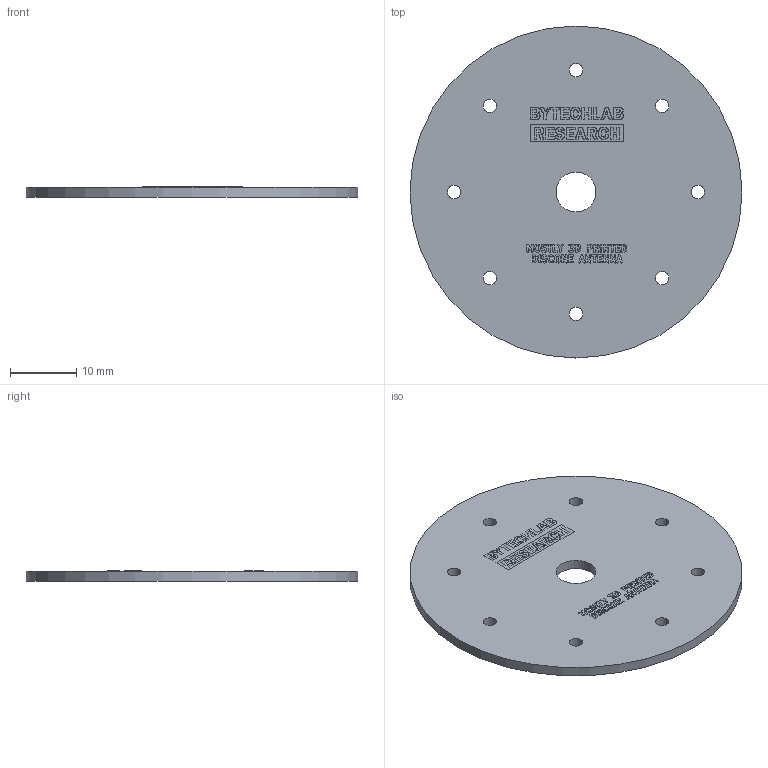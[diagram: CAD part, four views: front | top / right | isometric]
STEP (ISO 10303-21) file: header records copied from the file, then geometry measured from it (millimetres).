
FILE_DESCRIPTION(('KiCad electronic assembly'),'2;1');
FILE_NAME('CONE_PCB.step','2025-08-10T10:58:03',('Pcbnew'),('Kicad'), 'Open CASCADE STEP processor 7.9','KiCad to STEP converter','Unknown' );
FILE_SCHEMA(('AUTOMOTIVE_DESIGN { 1 0 10303 214 1 1 1 1 }'));
Length unit declared in the file: millimetre
Products named in the file (3): CONE_PCB 1; CONE_PCB_silkscreen; CONE_PCB_PCB
Assembly tree (2 placements, depth 2):
  CONE_PCB 1
    CONE_PCB_silkscreen
    CONE_PCB_PCB
Bounding box: 50 x 50 x 1.58 mm (x, y, z)
Volume: 2884.2 mm3; surface area: 4216.3 mm2
Topology: 1 solids, 43 shells, 54 faces, 1982 edges, 1972 vertices
Faces by surface type: plane 44, cylinder 10
Full cylindrical faces by diameter (mm): 2 x8, 6 x1, 50 x1
Entity records: 17043 total; most frequent: CARTESIAN_POINT 4011, DIRECTION 2234, ORIENTED_EDGE 2012, EDGE_CURVE 1982, VERTEX_POINT 1972, LINE 1844, VECTOR 1844, AXIS2_PLACEMENT_3D 195
